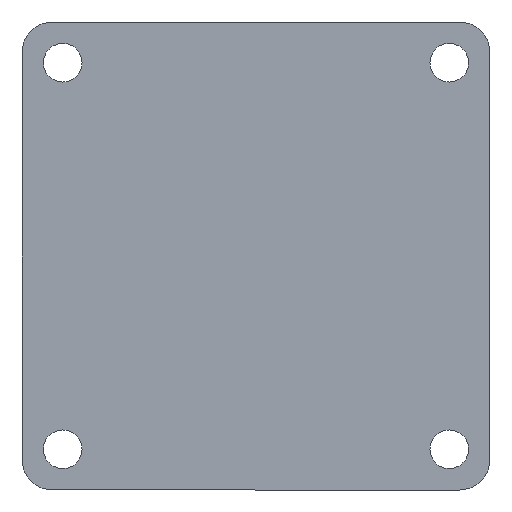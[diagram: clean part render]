
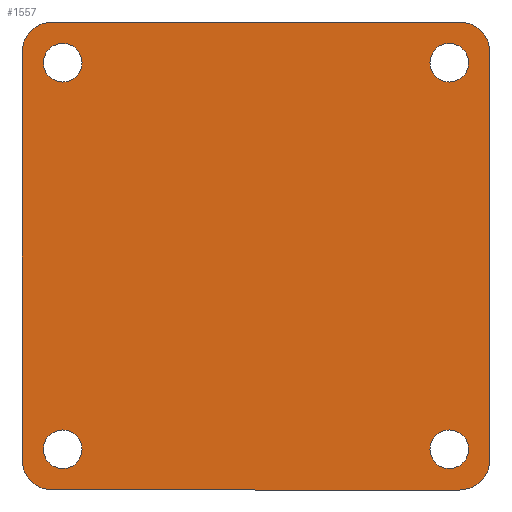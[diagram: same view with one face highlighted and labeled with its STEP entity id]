
A CAD part, front view. The second image highlights one B-rep face of the part: STEP entity #1557.
In plain terms, the highlighted planar face has unit normal (0, -1, 0).
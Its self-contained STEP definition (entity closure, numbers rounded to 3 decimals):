
#15 = DIRECTION ( 'NONE',  ( 0., -1., 0. ) ) ;
#39 = EDGE_LOOP ( 'NONE', ( #436, #2506, #2080, #139, #45, #1968, #81, #888 ) ) ;
#45 = ORIENTED_EDGE ( 'NONE', *, *, #2108, .F. ) ;
#81 = ORIENTED_EDGE ( 'NONE', *, *, #2125, .F. ) ;
#96 = FACE_BOUND ( 'NONE', #2022, .T. ) ;
#102 = EDGE_CURVE ( 'NONE', #544, #544, #334, .T. ) ;
#139 = ORIENTED_EDGE ( 'NONE', *, *, #1073, .T. ) ;
#157 = CARTESIAN_POINT ( 'NONE',  ( -95., 0., 85.5 ) ) ;
#175 = EDGE_CURVE ( 'NONE', #2389, #1309, #1498, .T. ) ;
#197 = DIRECTION ( 'NONE',  ( 0., -1., 0. ) ) ;
#227 = DIRECTION ( 'NONE',  ( 0., 1., 0. ) ) ;
#261 = AXIS2_PLACEMENT_3D ( 'NONE', #2404, #2216, #2211 ) ;
#275 = EDGE_CURVE ( 'NONE', #2338, #501, #2421, .T. ) ;
#323 = PLANE ( 'NONE',  #1657 ) ;
#334 = CIRCLE ( 'NONE', #1586, 9.5 ) ;
#348 = AXIS2_PLACEMENT_3D ( 'NONE', #797, #15, #1393 ) ;
#397 = DIRECTION ( 'NONE',  ( 0., 0., 1. ) ) ;
#398 = VERTEX_POINT ( 'NONE', #474 ) ;
#410 = AXIS2_PLACEMENT_3D ( 'NONE', #2184, #1590, #606 ) ;
#414 = EDGE_CURVE ( 'NONE', #2389, #501, #1624, .T. ) ;
#428 = DIRECTION ( 'NONE',  ( 0., 0., -1. ) ) ;
#436 = ORIENTED_EDGE ( 'NONE', *, *, #175, .F. ) ;
#456 = ORIENTED_EDGE ( 'NONE', *, *, #582, .T. ) ;
#474 = CARTESIAN_POINT ( 'NONE',  ( 115., 0., 100. ) ) ;
#501 = VERTEX_POINT ( 'NONE', #657 ) ;
#544 = VERTEX_POINT ( 'NONE', #1319 ) ;
#582 = EDGE_CURVE ( 'NONE', #912, #912, #1992, .T. ) ;
#606 = DIRECTION ( 'NONE',  ( 0., 0., -1. ) ) ;
#628 = FACE_OUTER_BOUND ( 'NONE', #39, .T. ) ;
#635 = VECTOR ( 'NONE', #1661, 1000. ) ;
#657 = CARTESIAN_POINT ( 'NONE',  ( -100., 0., -115. ) ) ;
#682 = CARTESIAN_POINT ( 'NONE',  ( 115., 0., 115. ) ) ;
#738 = CARTESIAN_POINT ( 'NONE',  ( -115., 0., 100. ) ) ;
#781 = CARTESIAN_POINT ( 'NONE',  ( 115., 0., -115. ) ) ;
#797 = CARTESIAN_POINT ( 'NONE',  ( -100., 0., 100. ) ) ;
#804 = DIRECTION ( 'NONE',  ( -1., 0., 0. ) ) ;
#813 = CIRCLE ( 'NONE', #852, 15. ) ;
#852 = AXIS2_PLACEMENT_3D ( 'NONE', #2156, #197, #397 ) ;
#884 = EDGE_CURVE ( 'NONE', #1793, #1793, #2059, .T. ) ;
#888 = ORIENTED_EDGE ( 'NONE', *, *, #1385, .T. ) ;
#910 = CARTESIAN_POINT ( 'NONE',  ( 115., 0., -100. ) ) ;
#912 = VERTEX_POINT ( 'NONE', #157 ) ;
#930 = AXIS2_PLACEMENT_3D ( 'NONE', #2396, #227, #428 ) ;
#946 = ORIENTED_EDGE ( 'NONE', *, *, #884, .T. ) ;
#987 = VERTEX_POINT ( 'NONE', #910 ) ;
#990 = CARTESIAN_POINT ( 'NONE',  ( -100., 0., 115. ) ) ;
#991 = FACE_BOUND ( 'NONE', #2163, .T. ) ;
#1016 = AXIS2_PLACEMENT_3D ( 'NONE', #1652, #2220, #1460 ) ;
#1042 = VECTOR ( 'NONE', #804, 1000. ) ;
#1056 = CARTESIAN_POINT ( 'NONE',  ( 115., 0., 115. ) ) ;
#1073 = EDGE_CURVE ( 'NONE', #2338, #987, #2270, .T. ) ;
#1160 = EDGE_LOOP ( 'NONE', ( #1455 ) ) ;
#1167 = DIRECTION ( 'NONE',  ( 0., 0., 1. ) ) ;
#1296 = DIRECTION ( 'NONE',  ( 0., -1., 0. ) ) ;
#1309 = VERTEX_POINT ( 'NONE', #738 ) ;
#1319 = CARTESIAN_POINT ( 'NONE',  ( 95., 0., 104.5 ) ) ;
#1385 = EDGE_CURVE ( 'NONE', #1412, #1309, #2368, .T. ) ;
#1389 = VERTEX_POINT ( 'NONE', #2113 ) ;
#1393 = DIRECTION ( 'NONE',  ( 0., 0., 1. ) ) ;
#1397 = VECTOR ( 'NONE', #1845, 1000. ) ;
#1412 = VERTEX_POINT ( 'NONE', #990 ) ;
#1437 = VECTOR ( 'NONE', #1167, 1000. ) ;
#1455 = ORIENTED_EDGE ( 'NONE', *, *, #102, .T. ) ;
#1460 = DIRECTION ( 'NONE',  ( 0., 0., 1. ) ) ;
#1468 = EDGE_LOOP ( 'NONE', ( #456 ) ) ;
#1487 = DIRECTION ( 'NONE',  ( 0., 1., 0. ) ) ;
#1490 = DIRECTION ( 'NONE',  ( 0., 0., 1. ) ) ;
#1498 = LINE ( 'NONE', #2140, #1437 ) ;
#1499 = EDGE_CURVE ( 'NONE', #398, #2115, #813, .T. ) ;
#1557 = ADVANCED_FACE ( 'NONE', ( #96, #1654, #1603, #991, #628 ), #323, .F. ) ;
#1586 = AXIS2_PLACEMENT_3D ( 'NONE', #1822, #1828, #2071 ) ;
#1590 = DIRECTION ( 'NONE',  ( 0., 1., 0. ) ) ;
#1603 = FACE_BOUND ( 'NONE', #1468, .T. ) ;
#1611 = CIRCLE ( 'NONE', #261, 9.5 ) ;
#1624 = CIRCLE ( 'NONE', #1016, 15. ) ;
#1652 = CARTESIAN_POINT ( 'NONE',  ( -100., 0., -100. ) ) ;
#1654 = FACE_BOUND ( 'NONE', #1160, .T. ) ;
#1657 = AXIS2_PLACEMENT_3D ( 'NONE', #2283, #1487, #1692 ) ;
#1661 = DIRECTION ( 'NONE',  ( 1., 0., 0. ) ) ;
#1669 = CARTESIAN_POINT ( 'NONE',  ( 100., 0., 115. ) ) ;
#1692 = DIRECTION ( 'NONE',  ( 0., 0., 1. ) ) ;
#1723 = CARTESIAN_POINT ( 'NONE',  ( 95., 0., -104.5 ) ) ;
#1726 = LINE ( 'NONE', #1056, #635 ) ;
#1747 = ORIENTED_EDGE ( 'NONE', *, *, #1885, .T. ) ;
#1793 = VERTEX_POINT ( 'NONE', #1723 ) ;
#1822 = CARTESIAN_POINT ( 'NONE',  ( 95., 0., 95. ) ) ;
#1828 = DIRECTION ( 'NONE',  ( 0., 1., 0. ) ) ;
#1845 = DIRECTION ( 'NONE',  ( 0., 0., -1. ) ) ;
#1885 = EDGE_CURVE ( 'NONE', #1389, #1389, #1611, .T. ) ;
#1968 = ORIENTED_EDGE ( 'NONE', *, *, #1499, .T. ) ;
#1981 = LINE ( 'NONE', #682, #1397 ) ;
#1992 = CIRCLE ( 'NONE', #930, 9.5 ) ;
#2022 = EDGE_LOOP ( 'NONE', ( #946 ) ) ;
#2059 = CIRCLE ( 'NONE', #410, 9.5 ) ;
#2071 = DIRECTION ( 'NONE',  ( 0., 0., 1. ) ) ;
#2080 = ORIENTED_EDGE ( 'NONE', *, *, #275, .F. ) ;
#2108 = EDGE_CURVE ( 'NONE', #398, #987, #1981, .T. ) ;
#2113 = CARTESIAN_POINT ( 'NONE',  ( -95., 0., -85.5 ) ) ;
#2115 = VERTEX_POINT ( 'NONE', #1669 ) ;
#2125 = EDGE_CURVE ( 'NONE', #1412, #2115, #1726, .T. ) ;
#2140 = CARTESIAN_POINT ( 'NONE',  ( -115., 0., 115. ) ) ;
#2156 = CARTESIAN_POINT ( 'NONE',  ( 100., 0., 100. ) ) ;
#2163 = EDGE_LOOP ( 'NONE', ( #1747 ) ) ;
#2184 = CARTESIAN_POINT ( 'NONE',  ( 95., 0., -95. ) ) ;
#2211 = DIRECTION ( 'NONE',  ( 0., 0., 1. ) ) ;
#2216 = DIRECTION ( 'NONE',  ( 0., 1., 0. ) ) ;
#2220 = DIRECTION ( 'NONE',  ( 0., -1., 0. ) ) ;
#2270 = CIRCLE ( 'NONE', #2317, 15. ) ;
#2283 = CARTESIAN_POINT ( 'NONE',  ( 0., 0., 0. ) ) ;
#2317 = AXIS2_PLACEMENT_3D ( 'NONE', #2462, #1296, #1490 ) ;
#2338 = VERTEX_POINT ( 'NONE', #2415 ) ;
#2368 = CIRCLE ( 'NONE', #348, 15. ) ;
#2389 = VERTEX_POINT ( 'NONE', #2408 ) ;
#2396 = CARTESIAN_POINT ( 'NONE',  ( -95., 0., 95. ) ) ;
#2404 = CARTESIAN_POINT ( 'NONE',  ( -95., 0., -95. ) ) ;
#2408 = CARTESIAN_POINT ( 'NONE',  ( -115., 0., -100. ) ) ;
#2415 = CARTESIAN_POINT ( 'NONE',  ( 100., 0., -115. ) ) ;
#2421 = LINE ( 'NONE', #781, #1042 ) ;
#2462 = CARTESIAN_POINT ( 'NONE',  ( 100., 0., -100. ) ) ;
#2506 = ORIENTED_EDGE ( 'NONE', *, *, #414, .T. ) ;
